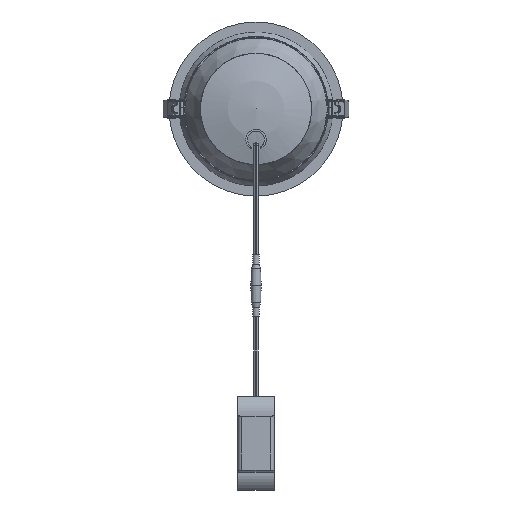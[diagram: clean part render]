
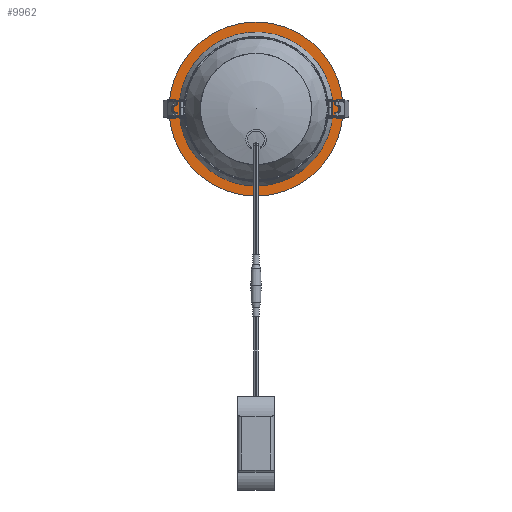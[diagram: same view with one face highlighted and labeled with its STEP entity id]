
A CAD part, top view. The second image highlights one B-rep face of the part: STEP entity #9962.
In plain terms, the highlighted planar face has unit normal (0, 0, 1).
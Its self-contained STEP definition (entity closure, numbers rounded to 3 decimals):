
#146 = AXIS2_PLACEMENT_3D ( 'NONE', #12083, #9242, #15226 ) ;
#308 = DIRECTION ( 'NONE',  ( 0., 0., 1. ) ) ;
#386 = CARTESIAN_POINT ( 'NONE',  ( 0., -94.912, 0. ) ) ;
#423 = EDGE_LOOP ( 'NONE', ( #10034 ) ) ;
#942 = PLANE ( 'NONE',  #13823 ) ;
#1040 = FACE_BOUND ( 'NONE', #423, .T. ) ;
#2053 = CARTESIAN_POINT ( 'NONE',  ( 0., 0., 0. ) ) ;
#2411 = DIRECTION ( 'NONE',  ( 0., -1., 0. ) ) ;
#2526 = ORIENTED_EDGE ( 'NONE', *, *, #12060, .T. ) ;
#3574 = CIRCLE ( 'NONE', #146, 107.312 ) ;
#6058 = AXIS2_PLACEMENT_3D ( 'NONE', #2053, #308, #16864 ) ;
#8573 = EDGE_LOOP ( 'NONE', ( #2526 ) ) ;
#9242 = DIRECTION ( 'NONE',  ( 0., 0., 1. ) ) ;
#9962 = ADVANCED_FACE ( 'NONE', ( #1040, #10033 ), #942, .T. ) ;
#10033 = FACE_OUTER_BOUND ( 'NONE', #8573, .T. ) ;
#10034 = ORIENTED_EDGE ( 'NONE', *, *, #11200, .F. ) ;
#10368 = VERTEX_POINT ( 'NONE', #386 ) ;
#10664 = CARTESIAN_POINT ( 'NONE',  ( 0., -107.312, 0. ) ) ;
#10765 = VERTEX_POINT ( 'NONE', #10664 ) ;
#11200 = EDGE_CURVE ( 'NONE', #10368, #10368, #17339, .T. ) ;
#12060 = EDGE_CURVE ( 'NONE', #10765, #10765, #3574, .T. ) ;
#12083 = CARTESIAN_POINT ( 'NONE',  ( 0., 0., 0. ) ) ;
#13180 = DIRECTION ( 'NONE',  ( 0., 0., 1. ) ) ;
#13823 = AXIS2_PLACEMENT_3D ( 'NONE', #17312, #13180, #2411 ) ;
#15226 = DIRECTION ( 'NONE',  ( 0., -1., 0. ) ) ;
#16864 = DIRECTION ( 'NONE',  ( 0., -1., 0. ) ) ;
#17312 = CARTESIAN_POINT ( 'NONE',  ( 0., -107.312, 0. ) ) ;
#17339 = CIRCLE ( 'NONE', #6058, 94.912 ) ;
